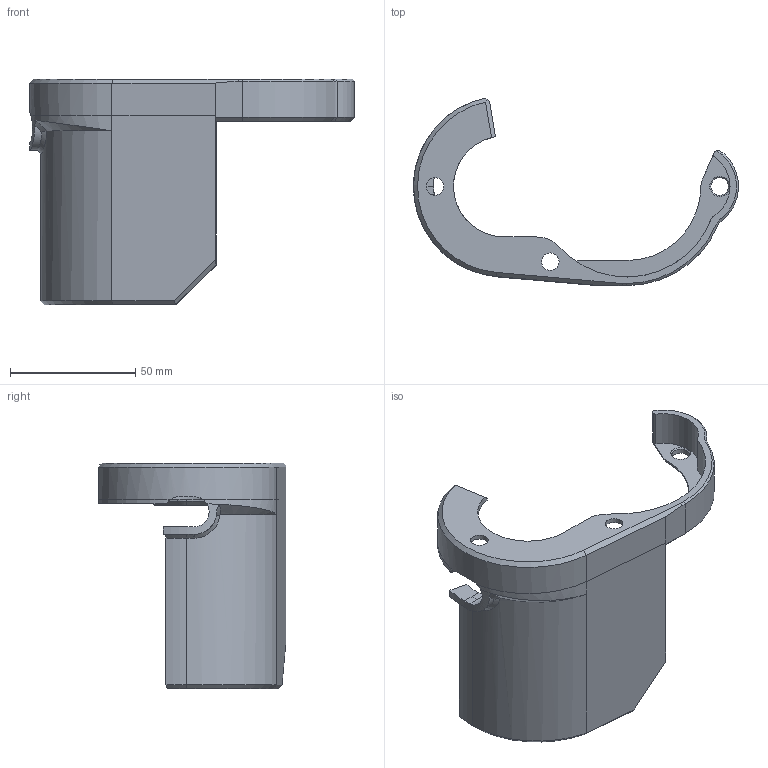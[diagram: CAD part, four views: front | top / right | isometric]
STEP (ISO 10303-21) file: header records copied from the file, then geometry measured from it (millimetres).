
FILE_DESCRIPTION(/* description */ (''),/* implementation_level */ '2;1');
FILE_NAME(/* name */ 'BnS [L] - 74XL v2.step',/* time_stamp */ '2021-06-01T19:44:19-05:00',/* author */ (''),/* organization */ (''),/* preprocessor_version */ 'ST-DEVELOPER v18.1',/* originating_system */ 'Autodesk Translation Framework v10.9.0.1377',/* authorisation */ '');
FILE_SCHEMA (('AUTOMOTIVE_DESIGN { 1 0 10303 214 3 1 1 }'));
Length unit declared in the file: millimetre
Products named in the file (1): BnS [L] - 74XL
Bounding box: 129.46 x 74.68 x 90 mm (x, y, z)
Volume: 40586.3 mm3; surface area: 26964.7 mm2
Topology: 1 solids, 1 shells, 96 faces, 259 edges, 165 vertices
Faces by surface type: plane 45, cylinder 27, cone 21, bspline 3
Full cylindrical faces by diameter (mm): 7 x3
Entity records: 3243 total; most frequent: CARTESIAN_POINT 797, ORIENTED_EDGE 518, DIRECTION 493, EDGE_CURVE 259, AXIS2_PLACEMENT_3D 177, VERTEX_POINT 165, LINE 139, VECTOR 139
